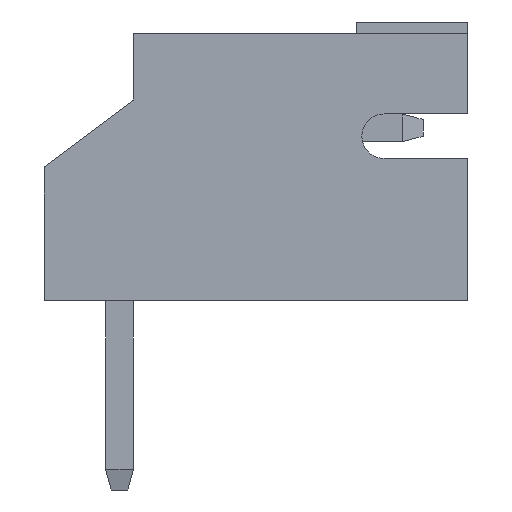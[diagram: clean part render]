
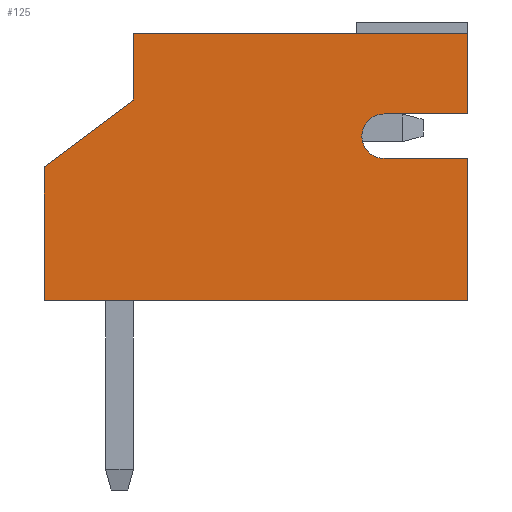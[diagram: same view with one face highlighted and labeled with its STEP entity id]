
A CAD part, left-side view. The second image highlights one B-rep face of the part: STEP entity #125.
In plain terms, the highlighted planar face has unit normal (-1, 0, 0).
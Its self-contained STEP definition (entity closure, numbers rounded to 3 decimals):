
#125=ADVANCED_FACE('',(#3052),#3054,.T.);
#3052=FACE_BOUND('',#3053,.T.);
#3053=EDGE_LOOP('',(#5422,#5423,#5424,#5425,#5426,#5427,#5428,#5429,#5430,#5431));
#3054=PLANE('',#3055);
#3055=AXIS2_PLACEMENT_3D('',#3056,#3057,#3058);
#3056=CARTESIAN_POINT('',(-1.95,0.,0.));
#3057=DIRECTION('',(-1.,0.,0.));
#3058=DIRECTION('',(0.,0.,1.));
#5422=ORIENTED_EDGE('',*,*,#7067,.T.);
#5423=ORIENTED_EDGE('',*,*,#6995,.T.);
#5424=ORIENTED_EDGE('',*,*,#7061,.T.);
#5425=ORIENTED_EDGE('',*,*,#7068,.T.);
#5426=ORIENTED_EDGE('',*,*,#7069,.T.);
#5427=ORIENTED_EDGE('',*,*,#7070,.T.);
#5428=ORIENTED_EDGE('',*,*,#7071,.T.);
#5429=ORIENTED_EDGE('',*,*,#7072,.T.);
#5430=ORIENTED_EDGE('',*,*,#7073,.T.);
#5431=ORIENTED_EDGE('',*,*,#7074,.T.);
#6995=EDGE_CURVE('',#7832,#7830,#7833,.T.);
#7061=EDGE_CURVE('',#7830,#7958,#7960,.T.);
#7067=EDGE_CURVE('',#7968,#7832,#7969,.F.);
#7068=EDGE_CURVE('',#7958,#7970,#7971,.T.);
#7069=EDGE_CURVE('',#7970,#7972,#7973,.T.);
#7070=EDGE_CURVE('',#7972,#7974,#7975,.T.);
#7071=EDGE_CURVE('',#7974,#7976,#7977,.T.);
#7072=EDGE_CURVE('',#7976,#7978,#7979,.T.);
#7073=EDGE_CURVE('',#7978,#7980,#7981,.F.);
#7074=EDGE_CURVE('',#7980,#7968,#7982,.F.);
#7830=VERTEX_POINT('',#9193);
#7832=VERTEX_POINT('',#9197);
#7833=LINE('',#9198,#9199);
#7958=VERTEX_POINT('',#9453);
#7960=LINE('',#9457,#9458);
#7968=VERTEX_POINT('',#9477);
#7969=LINE('',#9478,#9479);
#7970=VERTEX_POINT('',#9481);
#7971=LINE('',#9482,#9483);
#7972=VERTEX_POINT('',#9485);
#7973=LINE('',#9486,#9487);
#7974=VERTEX_POINT('',#9489);
#7975=LINE('',#9490,#9491);
#7976=VERTEX_POINT('',#9493);
#7977=LINE('',#9494,#9495);
#7978=VERTEX_POINT('',#9497);
#7979=LINE('',#9498,#9499);
#7980=VERTEX_POINT('',#9501);
#7981=LINE('',#9502,#9503);
#7982=CIRCLE('',#9505,0.4);
#9193=CARTESIAN_POINT('',(-1.95,-6.25,4.8));
#9197=CARTESIAN_POINT('',(-1.95,-6.25,3.35));
#9198=CARTESIAN_POINT('',(-1.95,-6.25,3.35));
#9199=VECTOR('',#9200,1.);
#9200=DIRECTION('',(0.,0.,1.));
#9453=CARTESIAN_POINT('',(-1.95,-0.25,4.8));
#9457=CARTESIAN_POINT('',(-1.95,-6.25,4.8));
#9458=VECTOR('',#9459,1.);
#9459=DIRECTION('',(0.,1.,0.));
#9477=CARTESIAN_POINT('',(-1.95,-4.75,3.35));
#9478=CARTESIAN_POINT('',(-1.95,-6.25,3.35));
#9479=VECTOR('',#9480,1.);
#9480=DIRECTION('',(0.,1.,0.));
#9481=CARTESIAN_POINT('',(-1.95,-0.25,3.6));
#9482=CARTESIAN_POINT('',(-1.95,-0.25,4.8));
#9483=VECTOR('',#9484,1.);
#9484=DIRECTION('',(0.,0.,-1.));
#9485=CARTESIAN_POINT('',(-1.95,1.35,2.4));
#9486=CARTESIAN_POINT('',(-1.95,-0.25,3.6));
#9487=VECTOR('',#9488,1.);
#9488=DIRECTION('',(0.,0.8,-0.6));
#9489=CARTESIAN_POINT('',(-1.95,1.35,0.));
#9490=CARTESIAN_POINT('',(-1.95,1.35,2.4));
#9491=VECTOR('',#9492,1.);
#9492=DIRECTION('',(0.,0.,-1.));
#9493=CARTESIAN_POINT('',(-1.95,-6.25,0.));
#9494=CARTESIAN_POINT('',(-1.95,1.35,0.));
#9495=VECTOR('',#9496,1.);
#9496=DIRECTION('',(0.,-1.,0.));
#9497=CARTESIAN_POINT('',(-1.95,-6.25,2.55));
#9498=CARTESIAN_POINT('',(-1.95,-6.25,0.));
#9499=VECTOR('',#9500,1.);
#9500=DIRECTION('',(0.,0.,1.));
#9501=CARTESIAN_POINT('',(-1.95,-4.75,2.55));
#9502=CARTESIAN_POINT('',(-1.95,-4.75,2.55));
#9503=VECTOR('',#9504,1.);
#9504=DIRECTION('',(0.,-1.,0.));
#9505=AXIS2_PLACEMENT_3D('',#9506,#9507,#9508);
#9506=CARTESIAN_POINT('',(-1.95,-4.75,2.95));
#9507=DIRECTION('',(-1.,0.,0.));
#9508=DIRECTION('',(0.,0.,1.));
